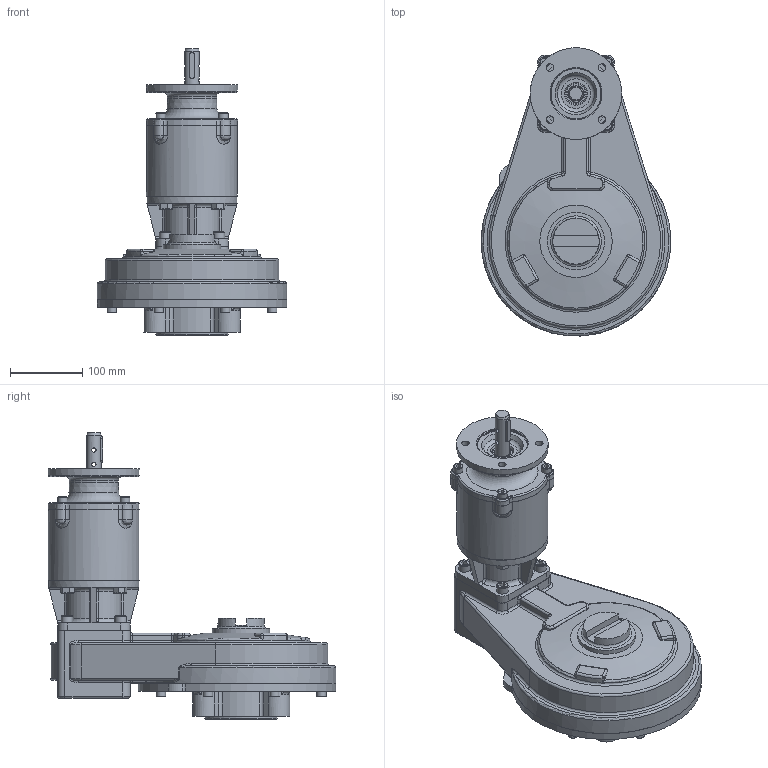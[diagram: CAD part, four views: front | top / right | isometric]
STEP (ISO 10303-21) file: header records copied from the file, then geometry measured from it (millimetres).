
FILE_DESCRIPTION( ( 'Unknown' ), '1' );
FILE_NAME( 'PUB-HOS5MPR4-17.1-E-F14.stp', 'Unknown', ( 'Unknown' ), ( 'Unknown' ), 'PSStep 16.0.42', 'Unknown', ' ' );
FILE_SCHEMA( ( 'AUTOMOTIVE_DESIGN { 1 0 10303 214 1 1 1 1 }' ) );
Length unit declared in the file: millimetre
Products named in the file (37): 1; 2; 3; 4; 5; 6; 7; 8; 9; 10; 11; 12; 13; 14; 15; 16; 17; 18; 19; trelleborg_trea00200-n7mm_b5c67wtxxcj74kwnwb2box077_01; 20; 21; 22; 23; 24; 25; 26; 27; 28; 29; 30; 31; 32; 33; 34; 35; 36
Bounding box: 261.87 x 397.48 x 395.93 mm (x, y, z)
Surface area: 458998.5 mm2 (no closed solid volume)
Topology: 0 solids, 715 shells, 715 faces, 3316 edges, 3195 vertices
Faces by surface type: plane 257, cylinder 215, torus 79, cone 70, bspline 56, sphere 38
Full cylindrical faces by diameter (mm): 6 x2, 10.5 x4, 13 x8, 13.27 x4, 14 x4, 16 x4, 20 x1, 30 x1, 70 x2, 79.375 x1, 100 x1, 110 x1, 125 x1, 126 x1
Entity records: 58662 total; most frequent: CARTESIAN_POINT 28170, DIRECTION 5281, VERTEX_POINT 3157, ORIENTED_EDGE 3153, EDGE_CURVE 3153, AXIS2_PLACEMENT_3D 1960, LINE 1361, VECTOR 1361
